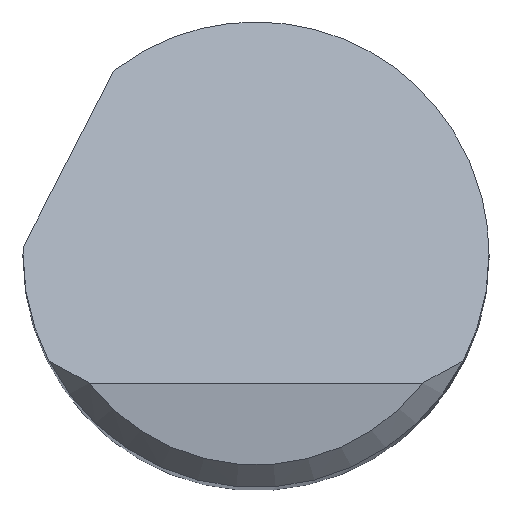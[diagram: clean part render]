
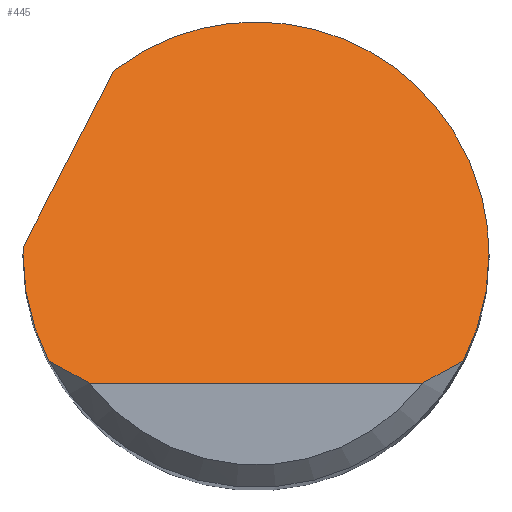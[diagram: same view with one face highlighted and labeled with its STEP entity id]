
A CAD part, top view. The second image highlights one B-rep face of the part: STEP entity #445.
In plain terms, the highlighted planar face has unit normal (0, 0.707, 0.707).
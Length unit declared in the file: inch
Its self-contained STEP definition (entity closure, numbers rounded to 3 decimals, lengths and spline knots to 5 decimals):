
#2 = FACE_OUTER_BOUND ( 'NONE', #341, .T. ) ;
#27 = DIRECTION ( 'NONE',  ( 1., 0., 0. ) ) ;
#31 = CARTESIAN_POINT ( 'NONE',  ( 0.02277, 0.21456, 1.69919 ) ) ;
#39 = EDGE_CURVE ( 'NONE', #827, #117, #598, .T. ) ;
#46 = EDGE_CURVE ( 'NONE', #219, #266, #491, .T. ) ;
#56 = CARTESIAN_POINT ( 'NONE',  ( 0.13906, -0.07125, 1.985 ) ) ;
#57 = VECTOR ( 'NONE', #59, 39.37008 ) ;
#58 = ORIENTED_EDGE ( 'NONE', *, *, #692, .F. ) ;
#59 = DIRECTION ( 'NONE',  ( 0.341, 0.665, -0.665 ) ) ;
#60 = CARTESIAN_POINT ( 'NONE',  ( 0.15625, 0., 1.91375 ) ) ;
#64 = CARTESIAN_POINT ( 'NONE',  ( -0.15625, -0.08625, 2. ) ) ;
#117 = VERTEX_POINT ( 'NONE', #444 ) ;
#119 = CARTESIAN_POINT ( 'NONE',  ( -0.09521, 0.12389, 1.78986 ) ) ;
#126 = DIRECTION ( 'NONE',  ( 0., 0.707, -0.707 ) ) ;
#129 = EDGE_CURVE ( 'NONE', #117, #686, #792, .T. ) ;
#133 = CARTESIAN_POINT ( 'NONE',  ( 0.11186, -0.08625, 2. ) ) ;
#145 = VERTEX_POINT ( 'NONE', #731 ) ;
#166 = CARTESIAN_POINT ( 'NONE',  ( 0., -0.08625, 2. ) ) ;
#199 = CARTESIAN_POINT ( 'NONE',  ( -0.13906, -0.07125, 1.985 ) ) ;
#200 = ORIENTED_EDGE ( 'NONE', *, *, #716, .F. ) ;
#210 = CARTESIAN_POINT ( 'NONE',  ( 0.13906, -0.07125, 1.985 ) ) ;
#219 = VERTEX_POINT ( 'NONE', #119 ) ;
#220 = ORIENTED_EDGE ( 'NONE', *, *, #39, .T. ) ;
#266 = VERTEX_POINT ( 'NONE', #604 ) ;
#273 = EDGE_CURVE ( 'NONE', #266, #344, #314, .T. ) ;
#279 = CARTESIAN_POINT ( 'NONE',  ( 0.13035, -0.07657, 1.99032 ) ) ;
#310 = CARTESIAN_POINT ( 'NONE',  ( -0.19753, -0.07567, 1.98942 ) ) ;
#314 =( BOUNDED_CURVE ( )  B_SPLINE_CURVE ( 3, ( #60, #327, #600, #56 ),
 .UNSPECIFIED., .F., .F. ) 
 B_SPLINE_CURVE_WITH_KNOTS ( ( 4, 4 ),
 ( 1.5708, 2.04429 ),
 .UNSPECIFIED. ) 
 CURVE ( )  GEOMETRIC_REPRESENTATION_ITEM ( )  RATIONAL_B_SPLINE_CURVE ( ( 1., 0.981, 0.981, 1. ) ) 
 REPRESENTATION_ITEM ( '' )  );
#327 = CARTESIAN_POINT ( 'NONE',  ( 0.15625, -0.02489, 1.93864 ) ) ;
#341 = EDGE_LOOP ( 'NONE', ( #505, #690, #766, #522, #200, #58, #396, #220 ) ) ;
#342 = CARTESIAN_POINT ( 'NONE',  ( -0.13906, -0.07125, 1.985 ) ) ;
#344 = VERTEX_POINT ( 'NONE', #381 ) ;
#350 = CARTESIAN_POINT ( 'NONE',  ( -0.15041, -0.04909, 1.96284 ) ) ;
#359 =( BOUNDED_CURVE ( )  B_SPLINE_CURVE ( 3, ( #199, #350, #635, #624 ),
 .UNSPECIFIED., .F., .F. ) 
 B_SPLINE_CURVE_WITH_KNOTS ( ( 4, 4 ),
 ( 4.23889, 4.71239 ),
 .UNSPECIFIED. ) 
 CURVE ( )  GEOMETRIC_REPRESENTATION_ITEM ( )  RATIONAL_B_SPLINE_CURVE ( ( 1., 0.981, 0.981, 1. ) ) 
 REPRESENTATION_ITEM ( '' )  );
#379 = CARTESIAN_POINT ( 'NONE',  ( -0.15622, 0.00333, 1.91042 ) ) ;
#380 = CARTESIAN_POINT ( 'NONE',  ( -0.11186, -0.08625, 2. ) ) ;
#381 = CARTESIAN_POINT ( 'NONE',  ( 0.13906, -0.07125, 1.985 ) ) ;
#387 = CARTESIAN_POINT ( 'NONE',  ( 0.15625, 0., 1.91375 ) ) ;
#396 = ORIENTED_EDGE ( 'NONE', *, *, #400, .F. ) ;
#400 = EDGE_CURVE ( 'NONE', #827, #799, #359, .T. ) ;
#418 = CARTESIAN_POINT ( 'NONE',  ( -0.15625, 0., 1.91375 ) ) ;
#426 = B_SPLINE_CURVE_WITH_KNOTS ( 'NONE', 3,
 ( #133, #498, #279, #210 ),
 .UNSPECIFIED., .F., .F.,
 ( 4, 4 ),
 ( 0., 0.00088 ),
 .UNSPECIFIED. ) ;
#438 = CARTESIAN_POINT ( 'NONE',  ( -0.13906, -0.07125, 1.985 ) ) ;
#444 = CARTESIAN_POINT ( 'NONE',  ( -0.11186, -0.08625, 2. ) ) ;
#445 = ADVANCED_FACE ( 'NONE', ( #2 ), #566, .F. ) ;
#474 = CARTESIAN_POINT ( 'NONE',  ( -0.15625, 0.00167, 1.91208 ) ) ;
#480 = VECTOR ( 'NONE', #27, 39.37008 ) ;
#491 =( BOUNDED_CURVE ( )  B_SPLINE_CURVE ( 3, ( #783, #31, #744, #387 ),
 .UNSPECIFIED., .F., .T. ) 
 B_SPLINE_CURVE_WITH_KNOTS ( ( 4, 4 ),
 ( 5.62792, 7.85398 ),
 .UNSPECIFIED. ) 
 CURVE ( )  GEOMETRIC_REPRESENTATION_ITEM ( )  RATIONAL_B_SPLINE_CURVE ( ( 1., 0.628, 0.628, 1. ) ) 
 REPRESENTATION_ITEM ( '' )  );
#498 = CARTESIAN_POINT ( 'NONE',  ( 0.12131, -0.0816, 1.99535 ) ) ;
#503 = DIRECTION ( 'NONE',  ( 0., -0.707, -0.707 ) ) ;
#505 = ORIENTED_EDGE ( 'NONE', *, *, #129, .T. ) ;
#522 = ORIENTED_EDGE ( 'NONE', *, *, #46, .F. ) ;
#542 = LINE ( 'NONE', #310, #57 ) ;
#566 = PLANE ( 'NONE',  #867 ) ;
#598 = B_SPLINE_CURVE_WITH_KNOTS ( 'NONE', 3,
 ( #438, #714, #643, #380 ),
 .UNSPECIFIED., .F., .F.,
 ( 4, 4 ),
 ( 0., 0.00088 ),
 .UNSPECIFIED. ) ;
#600 = CARTESIAN_POINT ( 'NONE',  ( 0.15041, -0.04909, 1.96284 ) ) ;
#604 = CARTESIAN_POINT ( 'NONE',  ( 0.15625, 0., 1.91375 ) ) ;
#624 = CARTESIAN_POINT ( 'NONE',  ( -0.15625, 0., 1.91375 ) ) ;
#635 = CARTESIAN_POINT ( 'NONE',  ( -0.15625, -0.02489, 1.93864 ) ) ;
#643 = CARTESIAN_POINT ( 'NONE',  ( -0.12131, -0.0816, 1.99535 ) ) ;
#686 = VERTEX_POINT ( 'NONE', #733 ) ;
#690 = ORIENTED_EDGE ( 'NONE', *, *, #779, .T. ) ;
#692 = EDGE_CURVE ( 'NONE', #799, #145, #891, .T. ) ;
#714 = CARTESIAN_POINT ( 'NONE',  ( -0.13035, -0.07657, 1.99032 ) ) ;
#716 = EDGE_CURVE ( 'NONE', #145, #219, #542, .T. ) ;
#731 = CARTESIAN_POINT ( 'NONE',  ( -0.15617, 0.005, 1.90875 ) ) ;
#733 = CARTESIAN_POINT ( 'NONE',  ( 0.11186, -0.08625, 2. ) ) ;
#740 = CARTESIAN_POINT ( 'NONE',  ( -0.15625, 0., 1.91375 ) ) ;
#744 = CARTESIAN_POINT ( 'NONE',  ( 0.15625, 0.1488, 1.76495 ) ) ;
#749 = CARTESIAN_POINT ( 'NONE',  ( -0.15617, 0.005, 1.90875 ) ) ;
#766 = ORIENTED_EDGE ( 'NONE', *, *, #273, .F. ) ;
#779 = EDGE_CURVE ( 'NONE', #686, #344, #426, .T. ) ;
#783 = CARTESIAN_POINT ( 'NONE',  ( -0.09521, 0.12389, 1.78986 ) ) ;
#792 = LINE ( 'NONE', #166, #480 ) ;
#799 = VERTEX_POINT ( 'NONE', #418 ) ;
#827 = VERTEX_POINT ( 'NONE', #342 ) ;
#867 = AXIS2_PLACEMENT_3D ( 'NONE', #64, #503, #126 ) ;
#891 =( BOUNDED_CURVE ( )  B_SPLINE_CURVE ( 3, ( #740, #474, #379, #749 ),
 .UNSPECIFIED., .F., .T. ) 
 B_SPLINE_CURVE_WITH_KNOTS ( ( 4, 4 ),
 ( 4.71239, 4.74439 ),
 .UNSPECIFIED. ) 
 CURVE ( )  GEOMETRIC_REPRESENTATION_ITEM ( )  RATIONAL_B_SPLINE_CURVE ( ( 1., 1., 1., 1. ) ) 
 REPRESENTATION_ITEM ( '' )  );
